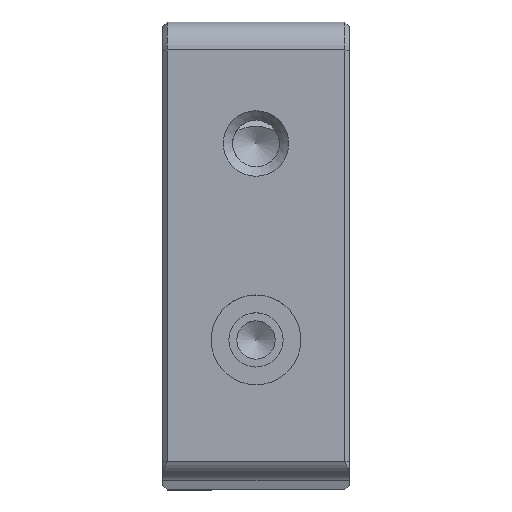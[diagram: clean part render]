
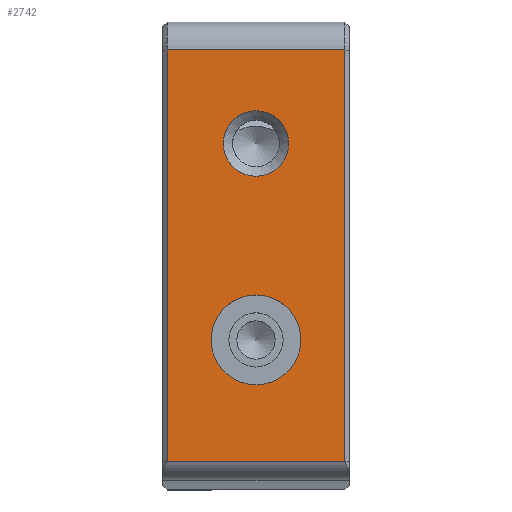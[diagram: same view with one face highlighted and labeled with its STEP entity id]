
A CAD part, top view. The second image highlights one B-rep face of the part: STEP entity #2742.
In plain terms, the highlighted planar face has unit normal (0, 0, 1).
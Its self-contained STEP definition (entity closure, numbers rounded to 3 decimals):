
#42 = CIRCLE ( 'NONE', #2063, 2.4 ) ;
#448 = CARTESIAN_POINT ( 'NONE',  ( 9.75, -11., 12.5 ) ) ;
#454 = VECTOR ( 'NONE', #2821, 1000. ) ;
#474 = FACE_BOUND ( 'NONE', #1287, .T. ) ;
#490 = AXIS2_PLACEMENT_3D ( 'NONE', #2136, #3230, #2116 ) ;
#686 = ORIENTED_EDGE ( 'NONE', *, *, #3098, .F. ) ;
#710 = LINE ( 'NONE', #3430, #2856 ) ;
#717 = DIRECTION ( 'NONE',  ( 0., 0., 1. ) ) ;
#740 = ORIENTED_EDGE ( 'NONE', *, *, #1971, .F. ) ;
#985 = CARTESIAN_POINT ( 'NONE',  ( 5., -4.5, 12.5 ) ) ;
#1026 = CARTESIAN_POINT ( 'NONE',  ( 5., 6., 12.5 ) ) ;
#1083 = FACE_OUTER_BOUND ( 'NONE', #2690, .T. ) ;
#1102 = CARTESIAN_POINT ( 'NONE',  ( 0.25, 11., 12.5 ) ) ;
#1287 = EDGE_LOOP ( 'NONE', ( #740 ) ) ;
#1288 = VECTOR ( 'NONE', #2126, 1000. ) ;
#1345 = CARTESIAN_POINT ( 'NONE',  ( 7.4, -4.5, 12.5 ) ) ;
#1367 = DIRECTION ( 'NONE',  ( 0., 0., 1. ) ) ;
#1572 = CARTESIAN_POINT ( 'NONE',  ( 10., 11., 12.5 ) ) ;
#1598 = EDGE_CURVE ( 'NONE', #3155, #3342, #2938, .T. ) ;
#1673 = CARTESIAN_POINT ( 'NONE',  ( 0.25, -11., 12.5 ) ) ;
#1792 = LINE ( 'NONE', #1572, #1288 ) ;
#1804 = CIRCLE ( 'NONE', #3195, 1.75 ) ;
#1971 = EDGE_CURVE ( 'NONE', #2174, #2174, #1804, .T. ) ;
#2031 = ORIENTED_EDGE ( 'NONE', *, *, #3053, .F. ) ;
#2063 = AXIS2_PLACEMENT_3D ( 'NONE', #985, #717, #2095 ) ;
#2095 = DIRECTION ( 'NONE',  ( 1., 0., 0. ) ) ;
#2101 = VECTOR ( 'NONE', #3153, 1000. ) ;
#2116 = DIRECTION ( 'NONE',  ( 0., 1., 0. ) ) ;
#2126 = DIRECTION ( 'NONE',  ( 1., 0., 0. ) ) ;
#2136 = CARTESIAN_POINT ( 'NONE',  ( 10., 12.5, 12.5 ) ) ;
#2174 = VERTEX_POINT ( 'NONE', #2697 ) ;
#2189 = VERTEX_POINT ( 'NONE', #1345 ) ;
#2412 = DIRECTION ( 'NONE',  ( 0., 1., 0. ) ) ;
#2442 = DIRECTION ( 'NONE',  ( 1., 0., 0. ) ) ;
#2484 = FACE_BOUND ( 'NONE', #3476, .T. ) ;
#2490 = VERTEX_POINT ( 'NONE', #1102 ) ;
#2524 = EDGE_CURVE ( 'NONE', #3132, #3155, #2799, .T. ) ;
#2612 = EDGE_CURVE ( 'NONE', #2189, #2189, #42, .T. ) ;
#2684 = CARTESIAN_POINT ( 'NONE',  ( 9.75, 11., 12.5 ) ) ;
#2690 = EDGE_LOOP ( 'NONE', ( #2031, #2824, #3392, #686 ) ) ;
#2697 = CARTESIAN_POINT ( 'NONE',  ( 6.75, 6., 12.5 ) ) ;
#2742 = ADVANCED_FACE ( 'NONE', ( #2484, #1083, #474 ), #3511, .F. ) ;
#2799 = LINE ( 'NONE', #3565, #454 ) ;
#2821 = DIRECTION ( 'NONE',  ( 0., -1., 0. ) ) ;
#2824 = ORIENTED_EDGE ( 'NONE', *, *, #1598, .F. ) ;
#2856 = VECTOR ( 'NONE', #2412, 1000. ) ;
#2938 = LINE ( 'NONE', #3189, #2101 ) ;
#3053 = EDGE_CURVE ( 'NONE', #3342, #2490, #710, .T. ) ;
#3098 = EDGE_CURVE ( 'NONE', #2490, #3132, #1792, .T. ) ;
#3132 = VERTEX_POINT ( 'NONE', #2684 ) ;
#3153 = DIRECTION ( 'NONE',  ( -1., 0., 0. ) ) ;
#3155 = VERTEX_POINT ( 'NONE', #448 ) ;
#3189 = CARTESIAN_POINT ( 'NONE',  ( 0., -11., 12.5 ) ) ;
#3195 = AXIS2_PLACEMENT_3D ( 'NONE', #1026, #1367, #2442 ) ;
#3230 = DIRECTION ( 'NONE',  ( 0., 0., -1. ) ) ;
#3342 = VERTEX_POINT ( 'NONE', #1673 ) ;
#3382 = ORIENTED_EDGE ( 'NONE', *, *, #2612, .F. ) ;
#3392 = ORIENTED_EDGE ( 'NONE', *, *, #2524, .F. ) ;
#3430 = CARTESIAN_POINT ( 'NONE',  ( 0.25, 12.5, 12.5 ) ) ;
#3476 = EDGE_LOOP ( 'NONE', ( #3382 ) ) ;
#3511 = PLANE ( 'NONE',  #490 ) ;
#3565 = CARTESIAN_POINT ( 'NONE',  ( 9.75, 0., 12.5 ) ) ;
